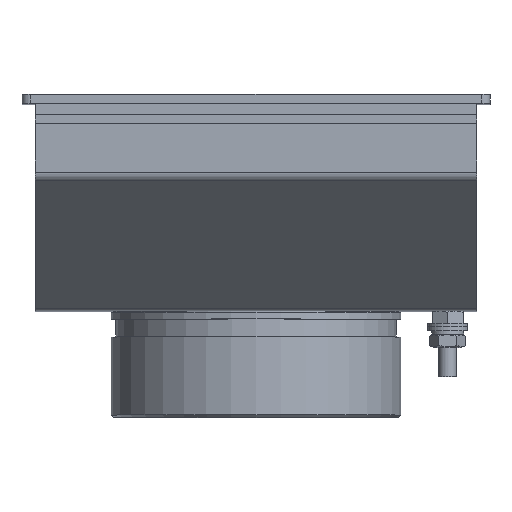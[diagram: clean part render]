
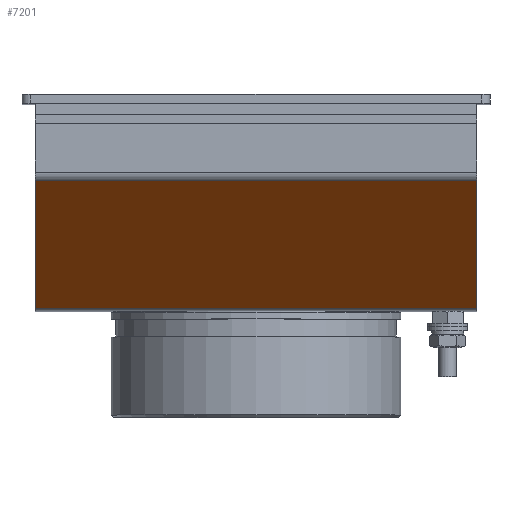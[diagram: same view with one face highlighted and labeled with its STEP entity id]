
A CAD part, top view. The second image highlights one B-rep face of the part: STEP entity #7201.
In plain terms, the highlighted planar face has unit normal (0, -0.743, 0.669).
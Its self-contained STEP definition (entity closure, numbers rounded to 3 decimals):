
#78 = LINE ( 'NONE', #8704, #2394 ) ;
#228 = DIRECTION ( 'NONE',  ( 0., -0.743, 0.669 ) ) ;
#1424 = ORIENTED_EDGE ( 'NONE', *, *, #7164, .T. ) ;
#1799 = CARTESIAN_POINT ( 'NONE',  ( 49.5, 0.116, 40.351 ) ) ;
#2394 = VECTOR ( 'NONE', #8763, 1000. ) ;
#2705 = CARTESIAN_POINT ( 'NONE',  ( -49.5, 29.5, 73. ) ) ;
#2746 = LINE ( 'NONE', #1799, #6417 ) ;
#3314 = VERTEX_POINT ( 'NONE', #6113 ) ;
#3487 = EDGE_CURVE ( 'NONE', #3314, #9902, #6492, .T. ) ;
#3942 = VECTOR ( 'NONE', #6549, 1000. ) ;
#4049 = PLANE ( 'NONE',  #6188 ) ;
#5350 = ORIENTED_EDGE ( 'NONE', *, *, #6792, .F. ) ;
#5633 = DIRECTION ( 'NONE',  ( -1., 0., 0. ) ) ;
#5652 = DIRECTION ( 'NONE',  ( -1., 0., 0. ) ) ;
#5874 = FACE_OUTER_BOUND ( 'NONE', #9681, .T. ) ;
#6101 = EDGE_CURVE ( 'NONE', #6724, #7165, #78, .T. ) ;
#6113 = CARTESIAN_POINT ( 'NONE',  ( -49.5, 0.116, 40.351 ) ) ;
#6188 = AXIS2_PLACEMENT_3D ( 'NONE', #7909, #228, #11764 ) ;
#6417 = VECTOR ( 'NONE', #5652, 1000. ) ;
#6492 = LINE ( 'NONE', #2705, #3942 ) ;
#6549 = DIRECTION ( 'NONE',  ( 0., 0.669, 0.743 ) ) ;
#6724 = VERTEX_POINT ( 'NONE', #11775 ) ;
#6792 = EDGE_CURVE ( 'NONE', #6724, #3314, #2746, .T. ) ;
#7164 = EDGE_CURVE ( 'NONE', #7165, #9902, #9360, .T. ) ;
#7165 = VERTEX_POINT ( 'NONE', #11253 ) ;
#7201 = ADVANCED_FACE ( 'NONE', ( #5874 ), #4049, .T. ) ;
#7208 = VECTOR ( 'NONE', #5633, 1000. ) ;
#7350 = ORIENTED_EDGE ( 'NONE', *, *, #3487, .F. ) ;
#7909 = CARTESIAN_POINT ( 'NONE',  ( 49.5, 29.5, 73. ) ) ;
#8704 = CARTESIAN_POINT ( 'NONE',  ( 49.5, 29.5, 73. ) ) ;
#8763 = DIRECTION ( 'NONE',  ( 0., 0.669, 0.743 ) ) ;
#9360 = LINE ( 'NONE', #11525, #7208 ) ;
#9565 = ORIENTED_EDGE ( 'NONE', *, *, #6101, .T. ) ;
#9681 = EDGE_LOOP ( 'NONE', ( #7350, #5350, #9565, #1424 ) ) ;
#9902 = VERTEX_POINT ( 'NONE', #10051 ) ;
#10051 = CARTESIAN_POINT ( 'NONE',  ( -49.5, 28.785, 72.206 ) ) ;
#11253 = CARTESIAN_POINT ( 'NONE',  ( 49.5, 28.785, 72.206 ) ) ;
#11525 = CARTESIAN_POINT ( 'NONE',  ( 49.5, 28.785, 72.206 ) ) ;
#11764 = DIRECTION ( 'NONE',  ( 0., -0.669, -0.743 ) ) ;
#11775 = CARTESIAN_POINT ( 'NONE',  ( 49.5, 0.116, 40.351 ) ) ;
